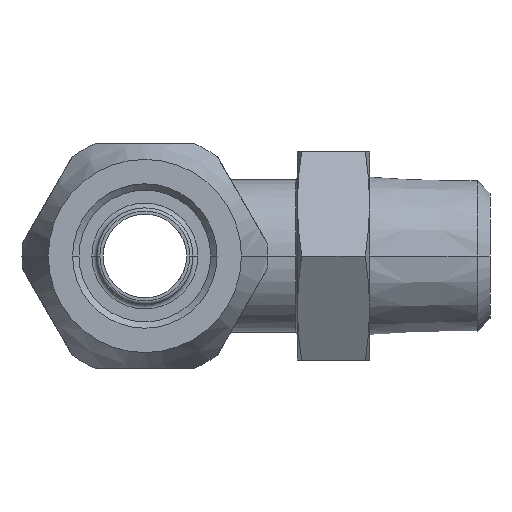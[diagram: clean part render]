
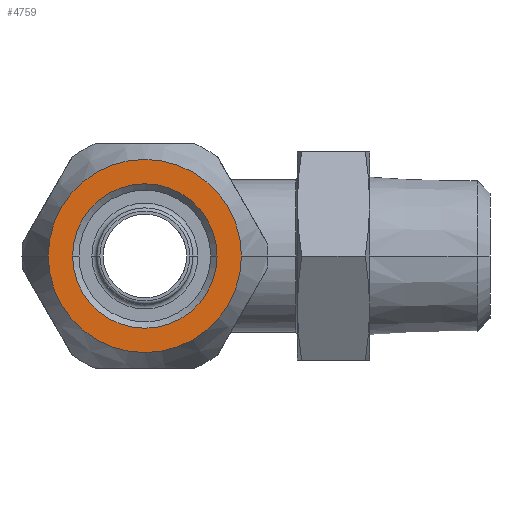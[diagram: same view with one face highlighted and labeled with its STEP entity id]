
A CAD part, left-side view. The second image highlights one B-rep face of the part: STEP entity #4759.
In plain terms, the highlighted planar face has unit normal (-1, 0, 0).
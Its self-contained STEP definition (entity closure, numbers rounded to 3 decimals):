
#1758=CARTESIAN_POINT('',(-22.5,0.,0.));
#1759=DIRECTION('',(-1.,0.,0.));
#1760=DIRECTION('',(0.,1.,0.));
#1761=AXIS2_PLACEMENT_3D('',#1758,#1759,#1760);
#1772=CARTESIAN_POINT('',(-22.5,0.,0.));
#1773=DIRECTION('',(1.,0.,0.));
#1774=DIRECTION('',(0.,1.,0.));
#1775=AXIS2_PLACEMENT_3D('',#1772,#1773,#1774);
#1781=CARTESIAN_POINT('',(-22.5,0.,0.));
#1782=DIRECTION('',(-1.,0.,0.));
#1783=DIRECTION('',(0.,1.,0.));
#1784=AXIS2_PLACEMENT_3D('',#1781,#1782,#1783);
#1786=CARTESIAN_POINT('',(-22.5,0.,0.));
#1787=DIRECTION('',(1.,0.,0.));
#1788=DIRECTION('',(0.,1.,0.));
#1789=AXIS2_PLACEMENT_3D('',#1786,#1787,#1788);
#2412=CARTESIAN_POINT('',(-22.5,6.018,0.));
#2414=VERTEX_POINT('',#2412);
#2420=CARTESIAN_POINT('',(-22.5,-6.018,0.));
#2422=VERTEX_POINT('',#2420);
#2447=CARTESIAN_POINT('',(-22.5,4.5,0.));
#2448=CARTESIAN_POINT('',(-22.5,-4.5,0.));
#2449=VERTEX_POINT('',#2447);
#2450=VERTEX_POINT('',#2448);
#4744=CARTESIAN_POINT('',(-22.5,0.,0.));
#4745=DIRECTION('',(1.,0.,0.));
#4746=DIRECTION('',(0.,-1.,0.));
#4747=AXIS2_PLACEMENT_3D('',#4744,#4745,#4746);
#4748=PLANE('',#4747);
#4750=ORIENTED_EDGE('',*,*,#4749,.F.);
#4752=ORIENTED_EDGE('',*,*,#4751,.T.);
#4753=EDGE_LOOP('',(#4750,#4752));
#4754=FACE_OUTER_BOUND('',#4753,.F.);
#4755=ORIENTED_EDGE('',*,*,#4738,.F.);
#4756=ORIENTED_EDGE('',*,*,#4724,.T.);
#4757=EDGE_LOOP('',(#4755,#4756));
#4758=FACE_BOUND('',#4757,.F.);
#4759=ADVANCED_FACE('',(#4754,#4758),#4748,.F.);
#1762=CIRCLE('',#1761,4.5);
#1776=CIRCLE('',#1775,4.5);
#1785=CIRCLE('',#1784,6.018);
#1790=CIRCLE('',#1789,6.018);
#4724=EDGE_CURVE('',#2449,#2450,#1762,.T.);
#4738=EDGE_CURVE('',#2449,#2450,#1776,.T.);
#4749=EDGE_CURVE('',#2414,#2422,#1785,.T.);
#4751=EDGE_CURVE('',#2414,#2422,#1790,.T.);
